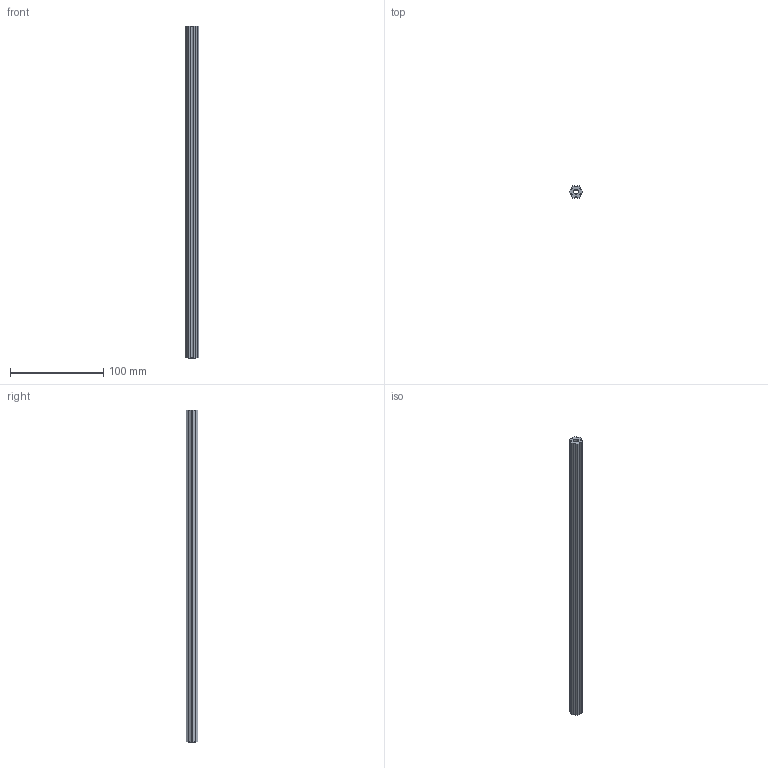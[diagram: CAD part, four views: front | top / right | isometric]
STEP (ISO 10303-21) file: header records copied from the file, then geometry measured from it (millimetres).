
FILE_DESCRIPTION(/* description */ (''),/* implementation_level */ '2;1');
FILE_NAME(/* name */ 'GE-18091.ipt.stp',/* time_stamp */ '2018-01-01T11:19:51-08:00',/* author */ ('PhillipD'),/* organization */ (''),/* preprocessor_version */ 'ST-DEVELOPER v16.13',/* originating_system */ 'Autodesk Inventor 2018',/* authorisation */ '');
FILE_SCHEMA (('AUTOMOTIVE_DESIGN { 1 0 10303 214 3 1 1 }'));
Length unit declared in the file: inch
Products named in the file (1): GE-18091
Bounding box: 14.51 x 12.7 x 355.6 mm (x, y, z)
Volume: 36955.8 mm3; surface area: 24532.5 mm2
Topology: 1 solids, 1 shells, 27 faces, 75 edges, 50 vertices
Faces by surface type: plane 14, cylinder 13
Full cylindrical faces by diameter (mm): 5.105 x1
Entity records: 915 total; most frequent: DIRECTION 156, CARTESIAN_POINT 152, ORIENTED_EDGE 148, EDGE_CURVE 74, AXIS2_PLACEMENT_3D 54, VERTEX_POINT 50, LINE 48, VECTOR 48
